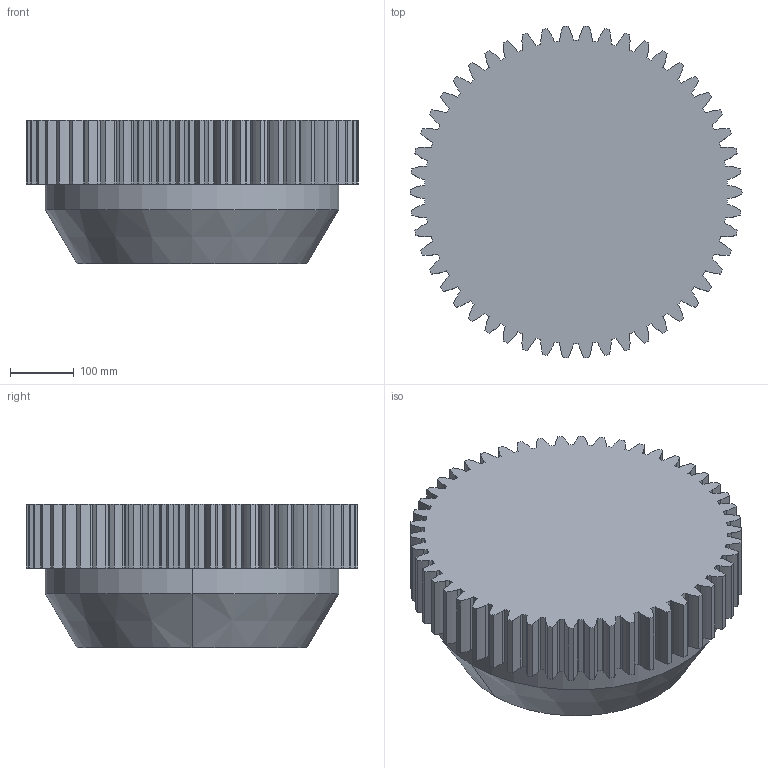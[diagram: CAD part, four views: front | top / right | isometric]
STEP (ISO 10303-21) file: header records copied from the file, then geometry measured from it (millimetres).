
FILE_DESCRIPTION((''),'2;1');
FILE_NAME('PRT0002','2020-10-03T21:13:53',('Chris'),('Christopher Schuster, 01703281110'),'CREO PARAMETRIC BY PTC INC, 2019224','CREO PARAMETRIC BY PTC INC, 2019224','');
FILE_SCHEMA(('CONFIG_CONTROL_DESIGN'));
Length unit declared in the file: millimetre
Products named in the file (1): PRT0002
Bounding box: 520.01 x 519.41 x 225 mm (x, y, z)
Volume: 37434756.5 mm3; surface area: 829047 mm2
Topology: 1 solids, 1 shells, 407 faces, 1210 edges, 806 vertices
Faces by surface type: cylinder 202, extrusion 200, plane 3, cone 2
Entity records: 14794 total; most frequent: CARTESIAN_POINT 4225, ORIENTED_EDGE 2420, DIRECTION 1830, EDGE_CURVE 1210, VERTEX_POINT 806, AXIS2_PLACEMENT_3D 613, VECTOR 604, B_SPLINE_CURVE_WITH_KNOTS 600
